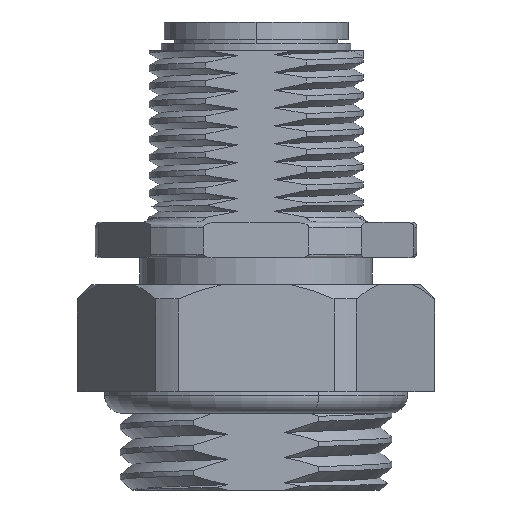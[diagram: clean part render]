
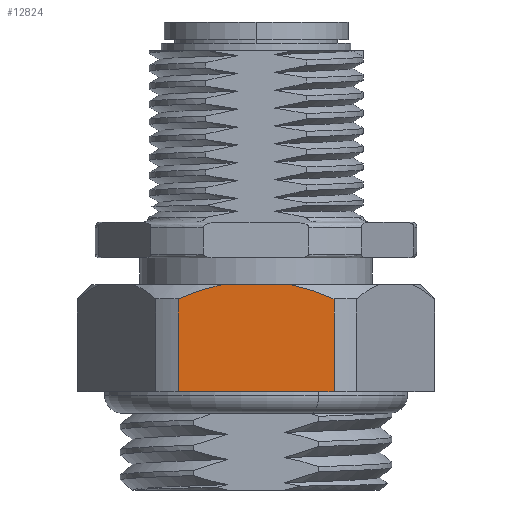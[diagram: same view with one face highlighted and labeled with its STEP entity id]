
A CAD part, front view. The second image highlights one B-rep face of the part: STEP entity #12824.
In plain terms, the highlighted planar face has unit normal (0.001, -1, 0).
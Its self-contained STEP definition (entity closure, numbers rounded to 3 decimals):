
#84 = B_SPLINE_CURVE_WITH_KNOTS ( 'NONE', 3,
 ( #10159, #10165, #10172, #10173, #10174, #10175 ),
 .UNSPECIFIED., .F., .F.,
 ( 4, 2, 4 ),
 ( 0.02, 0.021, 0.022 ),
 .UNSPECIFIED. ) ;
#92 = B_SPLINE_CURVE_WITH_KNOTS ( 'NONE', 3,
 ( #10212, #10213, #10219, #10220, #10221, #10222 ),
 .UNSPECIFIED., .F., .F.,
 ( 4, 2, 4 ),
 ( 0.026, 0.028, 0.029 ),
 .UNSPECIFIED. ) ;
#269 = CARTESIAN_POINT ( 'NONE',  ( -20.351, -9., 0. ) ) ;
#276 = PLANE ( 'NONE',  #28936 ) ;
#278 = DIRECTION ( 'NONE',  ( 0., -1., 0. ) ) ;
#279 = DIRECTION ( 'NONE',  ( 0., 0., -1. ) ) ;
#4563 = VECTOR ( 'NONE', #10100, 1000. ) ;
#4568 = VECTOR ( 'NONE', #10114, 1000. ) ;
#4569 = LINE ( 'NONE', #10113, #4568 ) ;
#4596 = LINE ( 'NONE', #10104, #4563 ) ;
#4601 = LINE ( 'NONE', #10156, #4603 ) ;
#4603 = VECTOR ( 'NONE', #10157, 1000. ) ;
#7002 = VECTOR ( 'NONE', #10060, 1000. ) ;
#7004 = LINE ( 'NONE', #10065, #7002 ) ;
#7166 = VERTEX_POINT ( 'NONE', #7484 ) ;
#7167 = VERTEX_POINT ( 'NONE', #7489 ) ;
#7171 = VERTEX_POINT ( 'NONE', #7488 ) ;
#7177 = VERTEX_POINT ( 'NONE', #7494 ) ;
#7195 = VERTEX_POINT ( 'NONE', #7407 ) ;
#7224 = VERTEX_POINT ( 'NONE', #7341 ) ;
#7341 = CARTESIAN_POINT ( 'NONE',  ( -4.359, -9., 0. ) ) ;
#7407 = CARTESIAN_POINT ( 'NONE',  ( 4.359, -9., 5.2 ) ) ;
#7484 = CARTESIAN_POINT ( 'NONE',  ( 4.359, -9., 0. ) ) ;
#7488 = CARTESIAN_POINT ( 'NONE',  ( -4.359, -9., 5.2 ) ) ;
#7489 = CARTESIAN_POINT ( 'NONE',  ( 1.908, -9., 6. ) ) ;
#7494 = CARTESIAN_POINT ( 'NONE',  ( -1.908, -9., 6. ) ) ;
#10060 = DIRECTION ( 'NONE',  ( 0., 0., -1. ) ) ;
#10065 = CARTESIAN_POINT ( 'NONE',  ( -4.359, -9., 6. ) ) ;
#10100 = DIRECTION ( 'NONE',  ( 0., 0., 1. ) ) ;
#10104 = CARTESIAN_POINT ( 'NONE',  ( 4.359, -9., 6. ) ) ;
#10113 = CARTESIAN_POINT ( 'NONE',  ( -20.351, -9., 6. ) ) ;
#10114 = DIRECTION ( 'NONE',  ( 1., 0., 0. ) ) ;
#10156 = CARTESIAN_POINT ( 'NONE',  ( -20.351, -9., 0. ) ) ;
#10157 = DIRECTION ( 'NONE',  ( 1., 0., 0. ) ) ;
#10159 = CARTESIAN_POINT ( 'NONE',  ( -4.359, -9., 5.2 ) ) ;
#10165 = CARTESIAN_POINT ( 'NONE',  ( -3.966, -9., 5.371 ) ) ;
#10172 = CARTESIAN_POINT ( 'NONE',  ( -3.566, -9., 5.527 ) ) ;
#10173 = CARTESIAN_POINT ( 'NONE',  ( -2.748, -9., 5.798 ) ) ;
#10174 = CARTESIAN_POINT ( 'NONE',  ( -2.329, -9., 5.913 ) ) ;
#10175 = CARTESIAN_POINT ( 'NONE',  ( -1.908, -9., 6. ) ) ;
#10212 = CARTESIAN_POINT ( 'NONE',  ( 1.908, -9., 6. ) ) ;
#10213 = CARTESIAN_POINT ( 'NONE',  ( 2.328, -9., 5.913 ) ) ;
#10219 = CARTESIAN_POINT ( 'NONE',  ( 2.742, -9., 5.799 ) ) ;
#10220 = CARTESIAN_POINT ( 'NONE',  ( 3.56, -9., 5.529 ) ) ;
#10221 = CARTESIAN_POINT ( 'NONE',  ( 3.965, -9., 5.372 ) ) ;
#10222 = CARTESIAN_POINT ( 'NONE',  ( 4.359, -9., 5.2 ) ) ;
#12824 = ADVANCED_FACE ( 'NONE', ( #22900 ), #276, .T. ) ;
#13213 = EDGE_LOOP ( 'NONE', ( #14735, #14734, #14733, #14732, #14731, #14730 ) ) ;
#14730 = ORIENTED_EDGE ( 'NONE', *, *, #16729, .F. ) ;
#14731 = ORIENTED_EDGE ( 'NONE', *, *, #16710, .F. ) ;
#14732 = ORIENTED_EDGE ( 'NONE', *, *, #16737, .F. ) ;
#14733 = ORIENTED_EDGE ( 'NONE', *, *, #16705, .T. ) ;
#14734 = ORIENTED_EDGE ( 'NONE', *, *, #16726, .T. ) ;
#14735 = ORIENTED_EDGE ( 'NONE', *, *, #16689, .T. ) ;
#16689 = EDGE_CURVE ( 'NONE', #7171, #7224, #7004, .T. ) ;
#16705 = EDGE_CURVE ( 'NONE', #7166, #7195, #4596, .T. ) ;
#16710 = EDGE_CURVE ( 'NONE', #7177, #7167, #4569, .T. ) ;
#16726 = EDGE_CURVE ( 'NONE', #7224, #7166, #4601, .T. ) ;
#16729 = EDGE_CURVE ( 'NONE', #7171, #7177, #84, .T. ) ;
#16737 = EDGE_CURVE ( 'NONE', #7167, #7195, #92, .T. ) ;
#22900 = FACE_OUTER_BOUND ( 'NONE', #13213, .T. ) ;
#28936 = AXIS2_PLACEMENT_3D ( 'NONE', #269, #278, #279 ) ;
